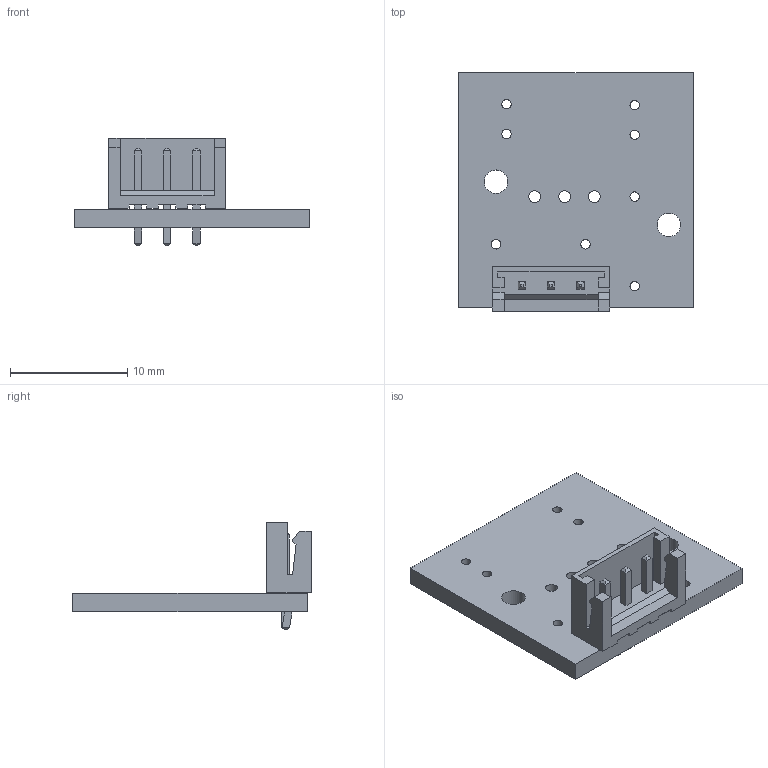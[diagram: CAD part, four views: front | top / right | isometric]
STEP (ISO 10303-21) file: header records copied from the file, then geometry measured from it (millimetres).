
FILE_DESCRIPTION(('KiCad electronic assembly'),'2;1');
FILE_NAME('emisor-IR.step','2022-10-09T16:20:16',('Pcbnew'),('Kicad'), 'Open CASCADE STEP processor 7.6','KiCad to STEP converter','Unknown' );
FILE_SCHEMA(('AUTOMOTIVE_DESIGN { 1 0 10303 214 1 1 1 1 }'));
Length unit declared in the file: millimetre
Products named in the file (4): emisor-IR 1; JST_EH_B3B-EH-A_1x03_P2.50mm_Vertical; SOLID; emisor-IR PCB
Assembly tree (3 placements, depth 3):
  emisor-IR 1
    JST_EH_B3B-EH-A_1x03_P2.50mm_Vertical
      SOLID
    emisor-IR PCB
Bounding box: 20 x 20.33 x 9.2 mm (x, y, z)
Volume: 713.4 mm3; surface area: 1317.1 mm2
Topology: 2 solids, 2 shells, 126 faces, 332 edges, 216 vertices
Faces by surface type: bspline 104, cylinder 16, plane 6
Full cylindrical faces by diameter (mm): 0.8 x8, 0.95 x3, 1.001 x3, 1.999 x2
Entity records: 8292 total; most frequent: CARTESIAN_POINT 2662, B_SPLINE_CURVE_WITH_KNOTS 816, ORIENTED_EDGE 664, PCURVE 664, DEFINITIONAL_REPRESENTATION 664, EDGE_CURVE 332, SURFACE_CURVE 316, DIRECTION 232
